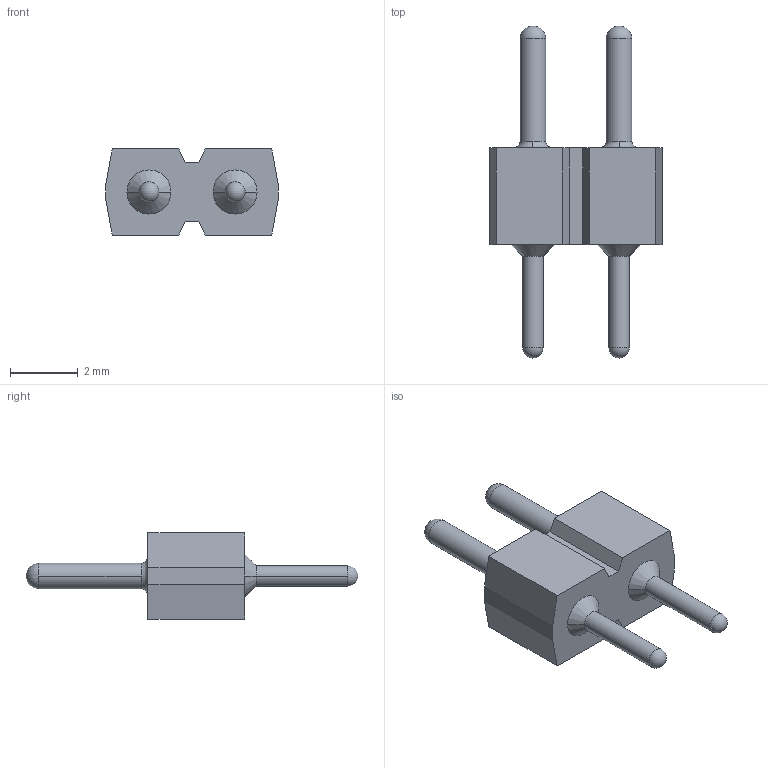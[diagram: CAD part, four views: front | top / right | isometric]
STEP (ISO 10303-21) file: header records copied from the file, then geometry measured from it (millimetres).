
FILE_DESCRIPTION(('STEP AP214'),'1');
FILE_NAME('pcb_connector_800-10-102-10-002101.stp','2015-04-21T15:42:56',('TraceParts'),('TraceParts S.A.'),'XStep 1.0',' ',' ');
FILE_SCHEMA(('automotive_design'));
Length unit declared in the file: millimetre
Products named in the file (1): 1
Bounding box: 5.08 x 9.79 x 2.54 mm (x, y, z)
Volume: 39.7 mm3; surface area: 96 mm2
Topology: 1 solids, 1 shells, 50 faces, 136 edges, 84 vertices
Faces by surface type: plane 18, cylinder 12, torus 8, cone 8, sphere 4
Entity records: 3016 total; most frequent: DIRECTION 290, CARTESIAN_POINT 263, STYLED_ITEM 262, PRESENTATION_STYLE_ASSIGNMENT 262, COLOUR_RGB 262, ORIENTED_EDGE 256, EDGE_CURVE 128, CURVE_STYLE 128
